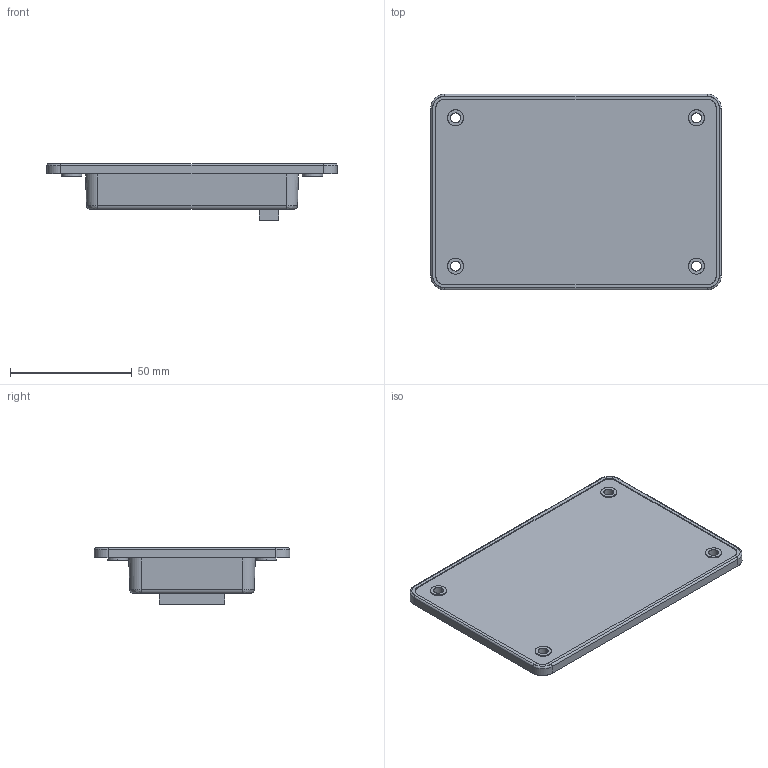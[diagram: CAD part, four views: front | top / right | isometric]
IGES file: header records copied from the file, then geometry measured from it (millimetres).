
Start section: SolidWorks IGES file using analytic representation for surfaces
Global section: file name: indicator.IGS; native system: SolidWorks 2011; preprocessor: SolidWorks 2011; author: tom; date: 110930.152454; units: inch
Bounding box: 119.38 x 80.39 x 23.24 mm (x, y, z)
Surface area: 25392.8 mm2 (no closed solid volume)
Topology: 0 solids, 0 shells, 86 faces, 1288 edges, 1288 vertices
Faces by surface type: revolution 44, bspline 42
